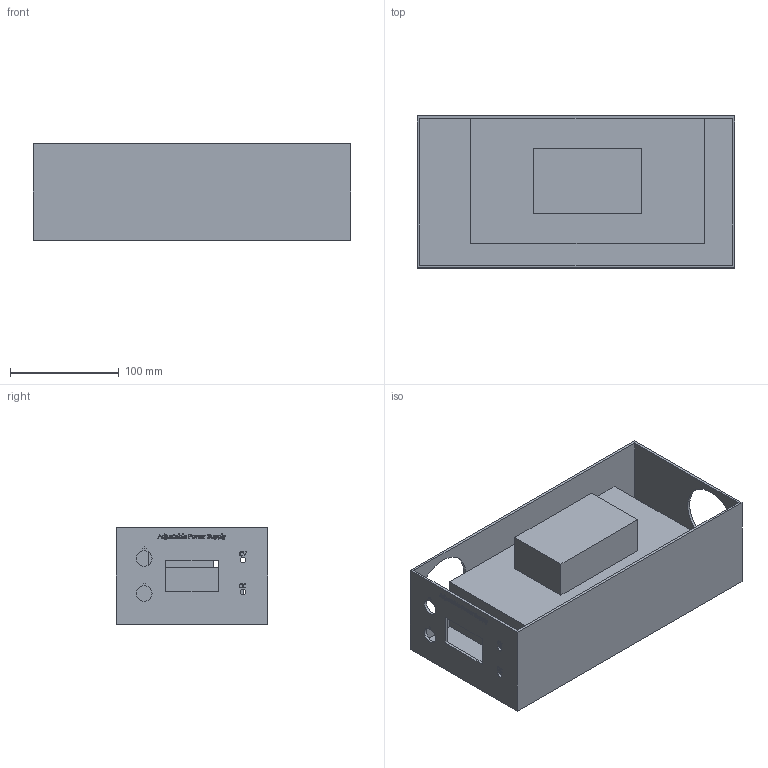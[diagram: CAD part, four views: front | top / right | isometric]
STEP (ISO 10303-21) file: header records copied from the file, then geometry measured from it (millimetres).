
FILE_DESCRIPTION(/* description */ ('STEP AP242 Edition 2','CAx-IF Rec.Pracs.---Representation and Presentation of Product Manufacturing Information (PMI)---4.0---2014-10-13','CAx-IF Rec.Pracs.---3D Tessellated Geometry---0.4---2014-09-14','2;1','CAx-IF Rec.Pracs.---User Defined Attributes---1.5---2016-08-15'),/* implementation_level */ '2;1');
FILE_NAME(/* name */ '6952a5892b66005d2579541c',/* time_stamp */ '2025-12-29T16:00:13Z',/* author */ (''),/* organization */ (''),/* preprocessor_version */ 'ST-DEVELOPER v20',/* originating_system */ 'ONSHAPE BY PTC INC, 1.208',/* authorisation */ ' ');
FILE_SCHEMA (('AP242_MANAGED_MODEL_BASED_3D_ENGINEERING_MIM_LF { 1 0 10303 442 3 1 4 }'));
Length unit declared in the file: metre
Products named in the file (4): Assembly 1; Part 1
Assembly tree (3 placements, depth 2):
  Assembly 1
    Part 1
    Part 1
    Part 1
Bounding box: 292.1 x 139.7 x 88.9 mm (x, y, z)
Volume: 1716121.7 mm3; surface area: 322712.7 mm2
Topology: 3 solids, 3 shells, 538 faces, 1483 edges, 990 vertices
Faces by surface type: plane 247, bspline 217, cylinder 74
Full cylindrical faces by diameter (mm): 3.5 x2, 5.08 x2, 14.4 x2, 60 x2
Entity records: 17836 total; most frequent: CARTESIAN_POINT 5386, ORIENTED_EDGE 2942, DIRECTION 1835, EDGE_CURVE 1471, VERTEX_POINT 986, LINE 889, VECTOR 889, EDGE_LOOP 607
